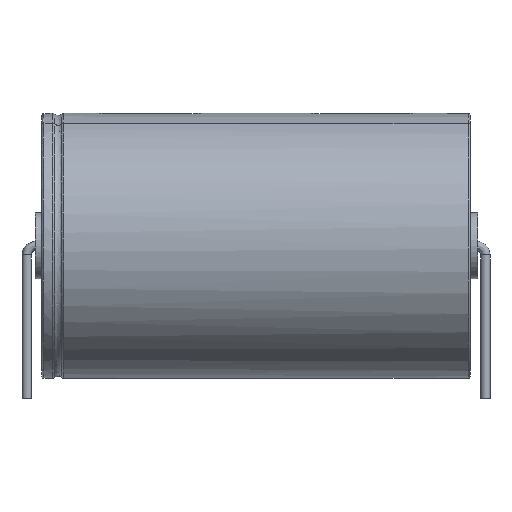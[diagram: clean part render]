
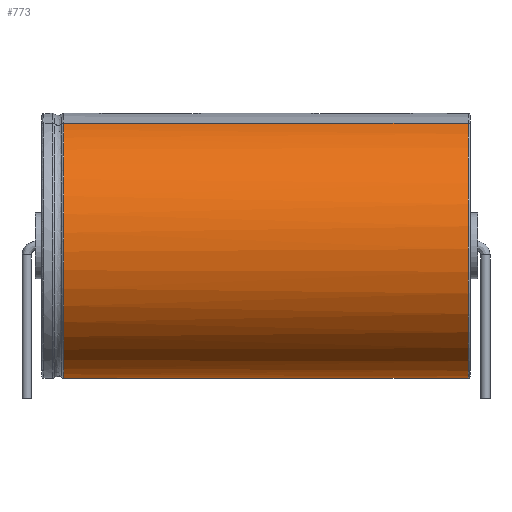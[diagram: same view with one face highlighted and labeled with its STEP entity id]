
A CAD part, front view. The second image highlights one B-rep face of the part: STEP entity #773.
In plain terms, the highlighted cylindrical face has radius 13 mm (diameter 26 mm), a partial arc.
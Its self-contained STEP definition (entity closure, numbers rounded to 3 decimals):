
#223=DIRECTION('',(-1.,0.,0.));
#237=DIRECTION('',(0.,0.383,0.924));
#340=VECTOR('',#341,1.);
#341=DIRECTION('',(1.,0.,0.));
#642=VERTEX_POINT('',#643);
#643=CARTESIAN_POINT('',(-18.865,4.975,25.01));
#651=ORIENTED_EDGE('',*,*,#652,.T.);
#652=EDGE_CURVE('',#642,#653,#655,.T.);
#653=VERTEX_POINT('',#654);
#654=CARTESIAN_POINT('',(-18.865,-4.975,25.01));
#655=B_SPLINE_CURVE_WITH_KNOTS('',12,(#656,#657,#658,#659,#660,#661,#662,#663,#664,#665,#666,#667,#668,#669,#670,#671,#672,#673,#674,#675,#676,#677,#678,#679,#680,#681,#682,#683,#684,#685,#686,#687,#688,#689,#690),.UNSPECIFIED.,.F.,.F.,(13,11,11,13),(-3.045,0.,71.471,74.516),.UNSPECIFIED.);
#656=CARTESIAN_POINT('',(-18.865,2.161,26.176));
#657=CARTESIAN_POINT('',(-18.865,2.398,26.078));
#658=CARTESIAN_POINT('',(-18.865,2.633,25.98));
#659=CARTESIAN_POINT('',(-18.865,2.869,25.883));
#660=CARTESIAN_POINT('',(-18.865,3.104,25.785));
#661=CARTESIAN_POINT('',(-18.865,3.339,25.688));
#662=CARTESIAN_POINT('',(-18.865,3.574,25.591));
#663=CARTESIAN_POINT('',(-18.865,3.808,25.494));
#664=CARTESIAN_POINT('',(-18.865,4.042,25.397));
#665=CARTESIAN_POINT('',(-18.865,4.276,25.3));
#666=CARTESIAN_POINT('',(-18.865,4.509,25.203));
#667=CARTESIAN_POINT('',(-18.865,4.742,25.107));
#668=CARTESIAN_POINT('',(-18.865,10.439,22.747));
#669=CARTESIAN_POINT('',(-18.865,14.864,17.736));
#670=CARTESIAN_POINT('',(-18.865,16.616,10.502));
#671=CARTESIAN_POINT('',(-18.865,14.336,2.745));
#672=CARTESIAN_POINT('',(-18.865,8.646,-3.03));
#673=CARTESIAN_POINT('',(-18.865,0.,-5.925));
#674=CARTESIAN_POINT('',(-18.865,-8.646,-3.03));
#675=CARTESIAN_POINT('',(-18.865,-14.336,2.745));
#676=CARTESIAN_POINT('',(-18.865,-16.616,10.502));
#677=CARTESIAN_POINT('',(-18.865,-14.864,17.736));
#678=CARTESIAN_POINT('',(-18.865,-10.439,22.747));
#679=CARTESIAN_POINT('',(-18.865,-4.742,25.107));
#680=CARTESIAN_POINT('',(-18.865,-4.509,25.203));
#681=CARTESIAN_POINT('',(-18.865,-4.276,25.3));
#682=CARTESIAN_POINT('',(-18.865,-4.042,25.397));
#683=CARTESIAN_POINT('',(-18.865,-3.808,25.494));
#684=CARTESIAN_POINT('',(-18.865,-3.574,25.591));
#685=CARTESIAN_POINT('',(-18.865,-3.339,25.688));
#686=CARTESIAN_POINT('',(-18.865,-3.104,25.785));
#687=CARTESIAN_POINT('',(-18.865,-2.869,25.883));
#688=CARTESIAN_POINT('',(-18.865,-2.633,25.98));
#689=CARTESIAN_POINT('',(-18.865,-2.398,26.078));
#690=CARTESIAN_POINT('',(-18.865,-2.161,26.176));
#773=ADVANCED_FACE('',(#774),#793,.T.);
#774=FACE_BOUND('',#775,.F.);
#775=EDGE_LOOP('',(#776,#651,#782,#788));
#776=ORIENTED_EDGE('',*,*,#777,.F.);
#777=EDGE_CURVE('',#642,#778,#780,.T.);
#778=VERTEX_POINT('',#779);
#779=CARTESIAN_POINT('',(20.8,4.975,25.01));
#780=LINE('',#781,#340);
#781=CARTESIAN_POINT('',(-19.,4.975,25.01));
#782=ORIENTED_EDGE('',*,*,#783,.T.);
#783=EDGE_CURVE('',#653,#784,#786,.T.);
#784=VERTEX_POINT('',#785);
#785=CARTESIAN_POINT('',(20.8,-4.975,25.01));
#786=LINE('',#787,#340);
#787=CARTESIAN_POINT('',(-19.,-4.975,25.01));
#788=ORIENTED_EDGE('',*,*,#789,.F.);
#789=EDGE_CURVE('',#778,#784,#790,.T.);
#790=CIRCLE('',#791,13.);
#791=AXIS2_PLACEMENT_3D('',#792,#223,#237);
#792=CARTESIAN_POINT('',(20.8,0.,13.));
#793=CYLINDRICAL_SURFACE('',#794,13.);
#794=AXIS2_PLACEMENT_3D('',#795,#341,#237);
#795=CARTESIAN_POINT('',(-19.,0.,13.));
